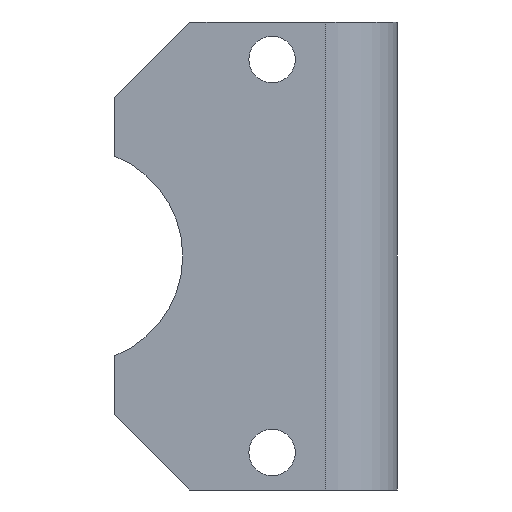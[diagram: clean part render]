
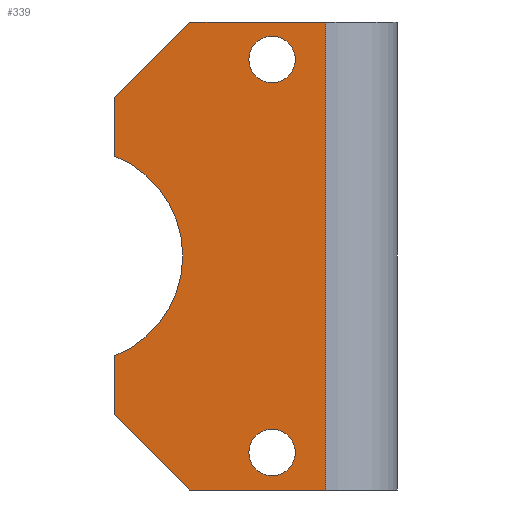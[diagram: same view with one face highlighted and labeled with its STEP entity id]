
A CAD part, left-side view. The second image highlights one B-rep face of the part: STEP entity #339.
In plain terms, the highlighted planar face has unit normal (-1, 0, 0).
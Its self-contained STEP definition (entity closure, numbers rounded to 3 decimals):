
#18 = VECTOR ( 'NONE', #642, 1000. ) ;
#19 = ORIENTED_EDGE ( 'NONE', *, *, #809, .T. ) ;
#48 = LINE ( 'NONE', #577, #191 ) ;
#51 = ORIENTED_EDGE ( 'NONE', *, *, #815, .T. ) ;
#54 = ORIENTED_EDGE ( 'NONE', *, *, #824, .T. ) ;
#75 = LINE ( 'NONE', #557, #198 ) ;
#90 = ORIENTED_EDGE ( 'NONE', *, *, #740, .T. ) ;
#95 = ORIENTED_EDGE ( 'NONE', *, *, #831, .T. ) ;
#100 = ORIENTED_EDGE ( 'NONE', *, *, #769, .T. ) ;
#128 = VECTOR ( 'NONE', #589, 1000. ) ;
#129 = ORIENTED_EDGE ( 'NONE', *, *, #747, .T. ) ;
#134 = ORIENTED_EDGE ( 'NONE', *, *, #745, .F. ) ;
#142 = CIRCLE ( 'NONE', #770, 6.5 ) ;
#146 = ORIENTED_EDGE ( 'NONE', *, *, #807, .T. ) ;
#150 = ORIENTED_EDGE ( 'NONE', *, *, #727, .T. ) ;
#157 = FACE_BOUND ( 'NONE', #316, .T. ) ;
#164 = FACE_BOUND ( 'NONE', #274, .T. ) ;
#181 = CIRCLE ( 'NONE', #794, 6.5 ) ;
#185 = CIRCLE ( 'NONE', #781, 30. ) ;
#191 = VECTOR ( 'NONE', #583, 1000. ) ;
#198 = VECTOR ( 'NONE', #560, 1000. ) ;
#202 = ORIENTED_EDGE ( 'NONE', *, *, #833, .T. ) ;
#209 = LINE ( 'NONE', #603, #260 ) ;
#211 = LINE ( 'NONE', #586, #284 ) ;
#213 = ORIENTED_EDGE ( 'NONE', *, *, #736, .T. ) ;
#230 = LINE ( 'NONE', #690, #261 ) ;
#239 = CIRCLE ( 'NONE', #756, 6.5 ) ;
#242 = FACE_OUTER_BOUND ( 'NONE', #315, .T. ) ;
#260 = VECTOR ( 'NONE', #604, 1000. ) ;
#261 = VECTOR ( 'NONE', #691, 1000. ) ;
#265 = LINE ( 'NONE', #641, #18 ) ;
#274 = EDGE_LOOP ( 'NONE', ( #19, #54 ) ) ;
#275 = CIRCLE ( 'NONE', #819, 6.5 ) ;
#284 = VECTOR ( 'NONE', #587, 1000. ) ;
#287 = LINE ( 'NONE', #588, #128 ) ;
#315 = EDGE_LOOP ( 'NONE', ( #134, #129, #90, #213, #150, #100, #95, #146 ) ) ;
#316 = EDGE_LOOP ( 'NONE', ( #202, #51 ) ) ;
#339 = ADVANCED_FACE ( 'NONE', ( #164, #157, #242 ), #417, .F. ) ;
#373 = VERTEX_POINT ( 'NONE', #506 ) ;
#383 = VERTEX_POINT ( 'NONE', #515 ) ;
#386 = VERTEX_POINT ( 'NONE', #518 ) ;
#390 = VERTEX_POINT ( 'NONE', #522 ) ;
#391 = VERTEX_POINT ( 'NONE', #523 ) ;
#392 = VERTEX_POINT ( 'NONE', #524 ) ;
#393 = VERTEX_POINT ( 'NONE', #525 ) ;
#394 = VERTEX_POINT ( 'NONE', #526 ) ;
#395 = VERTEX_POINT ( 'NONE', #527 ) ;
#396 = VERTEX_POINT ( 'NONE', #528 ) ;
#397 = VERTEX_POINT ( 'NONE', #529 ) ;
#398 = VERTEX_POINT ( 'NONE', #530 ) ;
#417 = PLANE ( 'NONE',  #755 ) ;
#436 = CARTESIAN_POINT ( 'NONE',  ( 0., 0., 131. ) ) ;
#437 = DIRECTION ( 'NONE',  ( 1., 0., 0. ) ) ;
#438 = DIRECTION ( 'NONE',  ( 0., 1., 0. ) ) ;
#506 = CARTESIAN_POINT ( 'NONE',  ( 0., 41.5, 120.5 ) ) ;
#515 = CARTESIAN_POINT ( 'NONE',  ( 0., 41.5, 10.5 ) ) ;
#518 = CARTESIAN_POINT ( 'NONE',  ( 0., 28.5, 10.5 ) ) ;
#522 = CARTESIAN_POINT ( 'NONE',  ( 0., 28.5, 120.5 ) ) ;
#523 = CARTESIAN_POINT ( 'NONE',  ( 0., 58., 0. ) ) ;
#524 = CARTESIAN_POINT ( 'NONE',  ( 0., 79., 110. ) ) ;
#525 = CARTESIAN_POINT ( 'NONE',  ( 0., 20., 131. ) ) ;
#526 = CARTESIAN_POINT ( 'NONE',  ( 0., 58., 131. ) ) ;
#527 = CARTESIAN_POINT ( 'NONE',  ( 0., 20., 0. ) ) ;
#528 = CARTESIAN_POINT ( 'NONE',  ( 0., 79., 37.589 ) ) ;
#529 = CARTESIAN_POINT ( 'NONE',  ( 0., 79., 93.411 ) ) ;
#530 = CARTESIAN_POINT ( 'NONE',  ( 0., 79., 21. ) ) ;
#557 = CARTESIAN_POINT ( 'NONE',  ( 0., 79., 131. ) ) ;
#560 = DIRECTION ( 'NONE',  ( 0., 0., -1. ) ) ;
#564 = CARTESIAN_POINT ( 'NONE',  ( 0., 90., 65.5 ) ) ;
#573 = DIRECTION ( 'NONE',  ( 1., 0., 0. ) ) ;
#574 = DIRECTION ( 'NONE',  ( 0., 1., 0. ) ) ;
#577 = CARTESIAN_POINT ( 'NONE',  ( 0., 79., 131. ) ) ;
#583 = DIRECTION ( 'NONE',  ( 0., 0., -1. ) ) ;
#586 = CARTESIAN_POINT ( 'NONE',  ( 0., 0., 131. ) ) ;
#587 = DIRECTION ( 'NONE',  ( 0., -1., 0. ) ) ;
#588 = CARTESIAN_POINT ( 'NONE',  ( 0., 79., 110. ) ) ;
#589 = DIRECTION ( 'NONE',  ( 0., 0.707, -0.707 ) ) ;
#603 = CARTESIAN_POINT ( 'NONE',  ( 0., 58., 0. ) ) ;
#604 = DIRECTION ( 'NONE',  ( 0., -0.707, -0.707 ) ) ;
#639 = CARTESIAN_POINT ( 'NONE',  ( 0., 35., 120.5 ) ) ;
#641 = CARTESIAN_POINT ( 'NONE',  ( 0., 20., 131. ) ) ;
#642 = DIRECTION ( 'NONE',  ( 0., 0., 1. ) ) ;
#645 = DIRECTION ( 'NONE',  ( 1., 0., 0. ) ) ;
#646 = DIRECTION ( 'NONE',  ( 0., 1., 0. ) ) ;
#654 = CARTESIAN_POINT ( 'NONE',  ( 0., 35., 10.5 ) ) ;
#660 = DIRECTION ( 'NONE',  ( 1., 0., 0. ) ) ;
#661 = DIRECTION ( 'NONE',  ( 0., 1., 0. ) ) ;
#663 = CARTESIAN_POINT ( 'NONE',  ( 0., 35., 120.5 ) ) ;
#675 = DIRECTION ( 'NONE',  ( 1., 0., 0. ) ) ;
#676 = DIRECTION ( 'NONE',  ( 0., 1., 0. ) ) ;
#686 = CARTESIAN_POINT ( 'NONE',  ( 0., 35., 10.5 ) ) ;
#690 = CARTESIAN_POINT ( 'NONE',  ( 0., 0., 0. ) ) ;
#691 = DIRECTION ( 'NONE',  ( 0., -1., 0. ) ) ;
#692 = DIRECTION ( 'NONE',  ( 1., 0., 0. ) ) ;
#693 = DIRECTION ( 'NONE',  ( 0., 1., 0. ) ) ;
#727 = EDGE_CURVE ( 'NONE', #396, #398, #75, .T. ) ;
#736 = EDGE_CURVE ( 'NONE', #397, #396, #185, .T. ) ;
#740 = EDGE_CURVE ( 'NONE', #392, #397, #48, .T. ) ;
#745 = EDGE_CURVE ( 'NONE', #394, #393, #211, .T. ) ;
#747 = EDGE_CURVE ( 'NONE', #394, #392, #287, .T. ) ;
#755 = AXIS2_PLACEMENT_3D ( 'NONE', #436, #437, #438 ) ;
#756 = AXIS2_PLACEMENT_3D ( 'NONE', #663, #675, #676 ) ;
#769 = EDGE_CURVE ( 'NONE', #398, #391, #209, .T. ) ;
#770 = AXIS2_PLACEMENT_3D ( 'NONE', #639, #645, #646 ) ;
#781 = AXIS2_PLACEMENT_3D ( 'NONE', #564, #573, #574 ) ;
#794 = AXIS2_PLACEMENT_3D ( 'NONE', #686, #692, #693 ) ;
#807 = EDGE_CURVE ( 'NONE', #395, #393, #265, .T. ) ;
#809 = EDGE_CURVE ( 'NONE', #373, #390, #142, .T. ) ;
#815 = EDGE_CURVE ( 'NONE', #386, #383, #275, .T. ) ;
#819 = AXIS2_PLACEMENT_3D ( 'NONE', #654, #660, #661 ) ;
#824 = EDGE_CURVE ( 'NONE', #390, #373, #239, .T. ) ;
#831 = EDGE_CURVE ( 'NONE', #391, #395, #230, .T. ) ;
#833 = EDGE_CURVE ( 'NONE', #383, #386, #181, .T. ) ;
